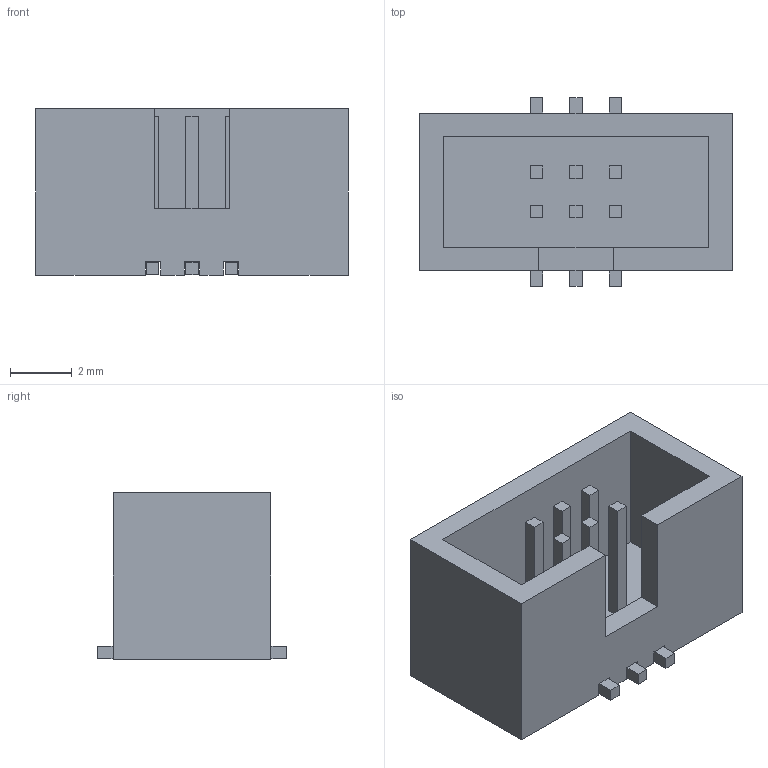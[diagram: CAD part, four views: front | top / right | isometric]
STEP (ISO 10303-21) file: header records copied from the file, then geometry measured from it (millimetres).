
FILE_DESCRIPTION(/* description */ (''),/* implementation_level */ '2;1');
FILE_NAME(/* name */ 'DC-6P-1_27mm.step',/* time_stamp */ '2022-01-06T15:20:13+13:00',/* author */ (''),/* organization */ (''),/* preprocessor_version */ 'ST-DEVELOPER v18.1',/* originating_system */ 'Autodesk Translation Framework v10.10.0.1391',/* authorisation */ '');
FILE_SCHEMA (('AUTOMOTIVE_DESIGN { 1 0 10303 214 3 1 1 }'));
Length unit declared in the file: millimetre
Products named in the file (1): (Unsaved)
Bounding box: 10.11 x 6.1 x 5.4 mm (x, y, z)
Volume: 139.1 mm3; surface area: 439.4 mm2
Topology: 1 solids, 1 shells, 110 faces, 264 edges, 168 vertices
Faces by surface type: plane 98, cylinder 12
Entity records: 3284 total; most frequent: CARTESIAN_POINT 543, ORIENTED_EDGE 528, DIRECTION 510, EDGE_CURVE 264, LINE 240, VECTOR 240, VERTEX_POINT 168, AXIS2_PLACEMENT_3D 135
